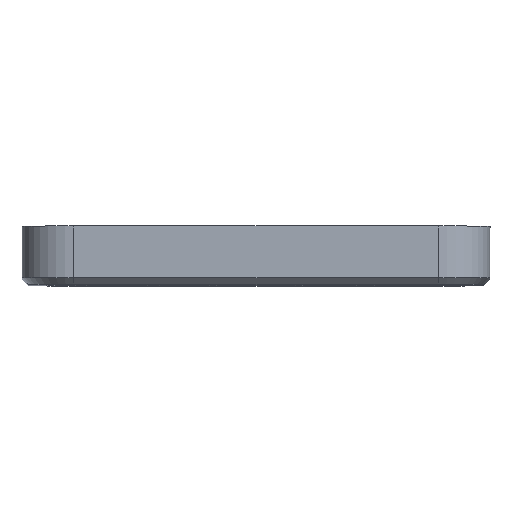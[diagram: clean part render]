
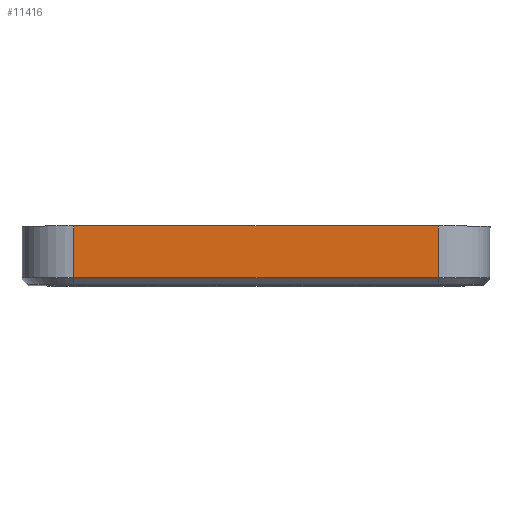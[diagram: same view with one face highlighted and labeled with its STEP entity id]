
A CAD part, top view. The second image highlights one B-rep face of the part: STEP entity #11416.
In plain terms, the highlighted planar face has unit normal (0, 0, 1).
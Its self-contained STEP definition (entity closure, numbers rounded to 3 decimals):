
#391=PLANE('',#12830);
#454=LINE('',#16832,#1410);
#1269=LINE('',#19731,#2225);
#1322=LINE('',#19866,#2278);
#1323=LINE('',#19868,#2279);
#1410=VECTOR('',#13061,10.);
#2225=VECTOR('',#16294,10.);
#2278=VECTOR('',#16457,10.);
#2279=VECTOR('',#16460,10.);
#3207=FACE_OUTER_BOUND('',#3957,.T.);
#3957=EDGE_LOOP('',(#10365,#10366,#10367,#10368));
#4789=VERTEX_POINT('',#16829);
#4790=VERTEX_POINT('',#16831);
#5660=VERTEX_POINT('',#19725);
#5661=VERTEX_POINT('',#19729);
#5764=EDGE_CURVE('',#4789,#4790,#454,.T.);
#7219=EDGE_CURVE('',#5660,#5661,#1269,.T.);
#7287=EDGE_CURVE('',#5661,#4789,#1322,.T.);
#7288=EDGE_CURVE('',#4790,#5660,#1323,.T.);
#10365=ORIENTED_EDGE('',*,*,#7219,.F.);
#10366=ORIENTED_EDGE('',*,*,#7288,.F.);
#10367=ORIENTED_EDGE('',*,*,#5764,.F.);
#10368=ORIENTED_EDGE('',*,*,#7287,.F.);
#11416=ADVANCED_FACE('',(#3207),#391,.T.);
#12830=AXIS2_PLACEMENT_3D('',#19867,#16458,#16459);
#13061=DIRECTION('',(1.,0.,0.));
#16294=DIRECTION('',(-1.,0.,0.));
#16457=DIRECTION('',(0.,1.,0.));
#16458=DIRECTION('center_axis',(0.,0.,
1.));
#16459=DIRECTION('ref_axis',(1.,0.,0.));
#16460=DIRECTION('',(0.,-1.,0.));
#16829=CARTESIAN_POINT('',(-107.231,259.907,118.387));
#16831=CARTESIAN_POINT('',(-78.931,259.907,118.387));
#16832=CARTESIAN_POINT('',(-74.931,259.907,118.387));
#19725=CARTESIAN_POINT('',(-78.931,255.907,118.387));
#19729=CARTESIAN_POINT('',(-107.231,255.907,118.387));
#19731=CARTESIAN_POINT('',(-102.156,255.907,118.387));
#19866=CARTESIAN_POINT('',(-107.231,255.407,118.387));
#19867=CARTESIAN_POINT('Origin',(-111.231,255.407,118.387));
#19868=CARTESIAN_POINT('',(-78.931,255.407,118.387));
